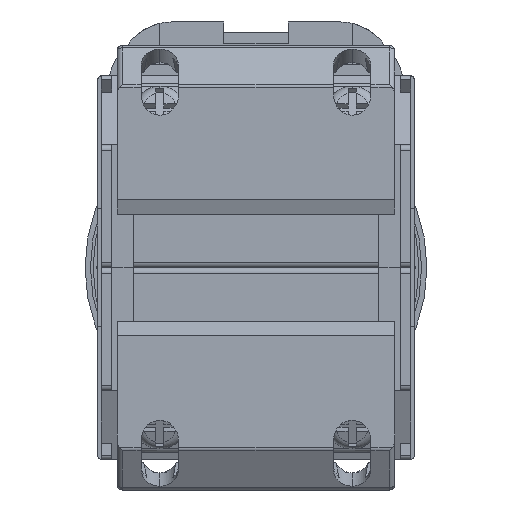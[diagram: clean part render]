
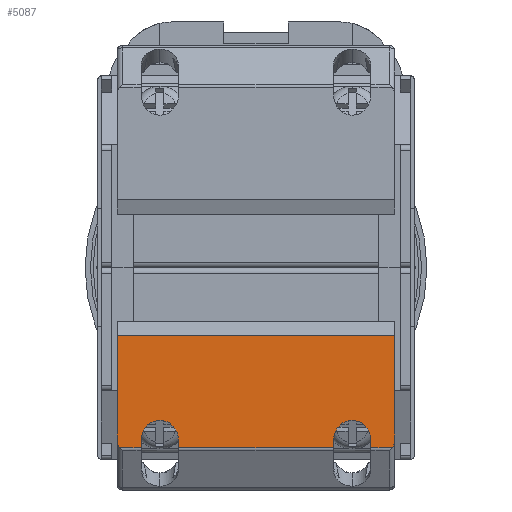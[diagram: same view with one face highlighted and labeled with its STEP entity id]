
A CAD part, front view. The second image highlights one B-rep face of the part: STEP entity #5087.
In plain terms, the highlighted planar face has unit normal (0, -1, 0).
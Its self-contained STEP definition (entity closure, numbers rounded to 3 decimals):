
#178 = DIRECTION ( 'NONE',  ( 0., 0., 1. ) ) ;
#279 = EDGE_CURVE ( 'NONE', #9026, #7433, #9600, .T. ) ;
#328 = CARTESIAN_POINT ( 'NONE',  ( 13., -41.5, -6.374 ) ) ;
#593 = VERTEX_POINT ( 'NONE', #3849 ) ;
#627 = CARTESIAN_POINT ( 'NONE',  ( 7.25, -41.5, -16.86 ) ) ;
#903 = CARTESIAN_POINT ( 'NONE',  ( 13., -41.5, -16.382 ) ) ;
#1003 = VERTEX_POINT ( 'NONE', #13007 ) ;
#1058 = EDGE_CURVE ( 'NONE', #593, #2857, #1933, .T. ) ;
#1200 = ORIENTED_EDGE ( 'NONE', *, *, #15686, .T. ) ;
#1715 = ORIENTED_EDGE ( 'NONE', *, *, #7001, .T. ) ;
#1738 = DIRECTION ( 'NONE',  ( 0., 0., -1. ) ) ;
#1740 = DIRECTION ( 'NONE',  ( 0., 0., -1. ) ) ;
#1779 = ORIENTED_EDGE ( 'NONE', *, *, #4356, .T. ) ;
#1933 =( BOUNDED_CURVE ( )  B_SPLINE_CURVE ( 3, ( #7672, #15862, #2225, #11806 ),
 .UNSPECIFIED., .F., .F. ) 
 B_SPLINE_CURVE_WITH_KNOTS ( ( 4, 4 ),
 ( 3.689, 4.712 ),
 .UNSPECIFIED. ) 
 CURVE ( )  GEOMETRIC_REPRESENTATION_ITEM ( )  RATIONAL_B_SPLINE_CURVE ( ( 1., 0.915, 0.915, 1. ) ) 
 REPRESENTATION_ITEM ( '' )  );
#2000 = DIRECTION ( 'NONE',  ( -1., 0., 0. ) ) ;
#2095 = ORIENTED_EDGE ( 'NONE', *, *, #14900, .T. ) ;
#2225 = CARTESIAN_POINT ( 'NONE',  ( -13., -41.5, -16.382 ) ) ;
#2283 = CARTESIAN_POINT ( 'NONE',  ( 13., -41.5, -16.039 ) ) ;
#2580 = CARTESIAN_POINT ( 'NONE',  ( -10.75, -41.5, -6.374 ) ) ;
#2631 = VERTEX_POINT ( 'NONE', #6473 ) ;
#2674 = DIRECTION ( 'NONE',  ( 0., 0., -1. ) ) ;
#2686 = CARTESIAN_POINT ( 'NONE',  ( 10.75, -41.5, -16.86 ) ) ;
#2736 = VERTEX_POINT ( 'NONE', #6718 ) ;
#2760 = CARTESIAN_POINT ( 'NONE',  ( -7.25, -41.5, -16.185 ) ) ;
#2857 = VERTEX_POINT ( 'NONE', #15237 ) ;
#3015 = CARTESIAN_POINT ( 'NONE',  ( 7.25, -41.5, -16.185 ) ) ;
#3023 = PLANE ( 'NONE',  #8715 ) ;
#3099 = FACE_OUTER_BOUND ( 'NONE', #6359, .T. ) ;
#3849 = CARTESIAN_POINT ( 'NONE',  ( -12.76, -41.5, -16.86 ) ) ;
#3932 = DIRECTION ( 'NONE',  ( 0., 0., 1. ) ) ;
#4070 = EDGE_CURVE ( 'NONE', #13798, #12414, #17182, .T. ) ;
#4356 = EDGE_CURVE ( 'NONE', #4923, #2736, #8708, .T. ) ;
#4395 = CARTESIAN_POINT ( 'NONE',  ( 7.25, -41.5, -12.377 ) ) ;
#4493 = CARTESIAN_POINT ( 'NONE',  ( 13., -41.5, -16.86 ) ) ;
#4768 = VERTEX_POINT ( 'NONE', #10520 ) ;
#4923 = VERTEX_POINT ( 'NONE', #12140 ) ;
#5008 = DIRECTION ( 'NONE',  ( -1., 0., 0. ) ) ;
#5087 = ADVANCED_FACE ( 'NONE', ( #3099 ), #3023, .F. ) ;
#5163 = VECTOR ( 'NONE', #17048, 1000. ) ;
#5582 = LINE ( 'NONE', #15648, #5163 ) ;
#5798 = CARTESIAN_POINT ( 'NONE',  ( 10.75, -41.5, -16.185 ) ) ;
#5960 = CARTESIAN_POINT ( 'NONE',  ( -10.75, -41.5, -16.185 ) ) ;
#6067 = ORIENTED_EDGE ( 'NONE', *, *, #4070, .T. ) ;
#6131 = CARTESIAN_POINT ( 'NONE',  ( -10.75, -41.5, -16.185 ) ) ;
#6359 = EDGE_LOOP ( 'NONE', ( #9544, #1200, #1715, #14766, #17730, #2095, #1779, #7915, #10894, #12934, #11009, #6067, #17529, #11040 ) ) ;
#6473 = CARTESIAN_POINT ( 'NONE',  ( 10.75, -41.5, -16.185 ) ) ;
#6512 = VECTOR ( 'NONE', #11325, 1000. ) ;
#6678 = VERTEX_POINT ( 'NONE', #14215 ) ;
#6718 = CARTESIAN_POINT ( 'NONE',  ( -13., -41.5, -6.374 ) ) ;
#6897 = VECTOR ( 'NONE', #2674, 1000. ) ;
#6908 = CARTESIAN_POINT ( 'NONE',  ( 13., -41.5, -16.039 ) ) ;
#7001 = EDGE_CURVE ( 'NONE', #2631, #12931, #14145, .T. ) ;
#7103 = LINE ( 'NONE', #7463, #7526 ) ;
#7369 = EDGE_CURVE ( 'NONE', #1003, #593, #16356, .T. ) ;
#7433 = VERTEX_POINT ( 'NONE', #16071 ) ;
#7463 = CARTESIAN_POINT ( 'NONE',  ( 13., -41.5, -6.374 ) ) ;
#7526 = VECTOR ( 'NONE', #8781, 1000. ) ;
#7557 = CARTESIAN_POINT ( 'NONE',  ( 13., -41.5, -6.374 ) ) ;
#7672 = CARTESIAN_POINT ( 'NONE',  ( -12.76, -41.5, -16.86 ) ) ;
#7915 = ORIENTED_EDGE ( 'NONE', *, *, #11599, .F. ) ;
#8331 = CARTESIAN_POINT ( 'NONE',  ( 7.25, -41.5, -6.374 ) ) ;
#8513 = VECTOR ( 'NONE', #178, 1000. ) ;
#8670 = LINE ( 'NONE', #17164, #12332 ) ;
#8708 = LINE ( 'NONE', #7557, #15998 ) ;
#8715 = AXIS2_PLACEMENT_3D ( 'NONE', #328, #9915, #1738 ) ;
#8781 = DIRECTION ( 'NONE',  ( 0., 0., 1. ) ) ;
#9026 = VERTEX_POINT ( 'NONE', #6908 ) ;
#9490 = VECTOR ( 'NONE', #5008, 1000. ) ;
#9544 = ORIENTED_EDGE ( 'NONE', *, *, #12463, .T. ) ;
#9552 = LINE ( 'NONE', #15419, #12764 ) ;
#9600 =( BOUNDED_CURVE ( )  B_SPLINE_CURVE ( 3, ( #2283, #903, #15919, #11863 ),
 .UNSPECIFIED., .F., .F. ) 
 B_SPLINE_CURVE_WITH_KNOTS ( ( 4, 4 ),
 ( 4.712, 5.736 ),
 .UNSPECIFIED. ) 
 CURVE ( )  GEOMETRIC_REPRESENTATION_ITEM ( )  RATIONAL_B_SPLINE_CURVE ( ( 1., 0.915, 0.915, 1. ) ) 
 REPRESENTATION_ITEM ( '' )  );
#9915 = DIRECTION ( 'NONE',  ( 0., 1., 0. ) ) ;
#10129 = LINE ( 'NONE', #4493, #6512 ) ;
#10309 = DIRECTION ( 'NONE',  ( -1., 0., 0. ) ) ;
#10520 = CARTESIAN_POINT ( 'NONE',  ( 7.25, -41.5, -16.185 ) ) ;
#10780 = EDGE_CURVE ( 'NONE', #11633, #6678, #8670, .T. ) ;
#10894 = ORIENTED_EDGE ( 'NONE', *, *, #1058, .F. ) ;
#11009 = ORIENTED_EDGE ( 'NONE', *, *, #14600, .T. ) ;
#11040 = ORIENTED_EDGE ( 'NONE', *, *, #10780, .F. ) ;
#11325 = DIRECTION ( 'NONE',  ( -1., 0., 0. ) ) ;
#11599 = EDGE_CURVE ( 'NONE', #2857, #2736, #5582, .T. ) ;
#11633 = VERTEX_POINT ( 'NONE', #627 ) ;
#11806 = CARTESIAN_POINT ( 'NONE',  ( -13., -41.5, -16.039 ) ) ;
#11863 = CARTESIAN_POINT ( 'NONE',  ( 12.76, -41.5, -16.86 ) ) ;
#12140 = CARTESIAN_POINT ( 'NONE',  ( 13., -41.5, -6.374 ) ) ;
#12163 = LINE ( 'NONE', #8331, #8513 ) ;
#12332 = VECTOR ( 'NONE', #10309, 1000. ) ;
#12414 = VERTEX_POINT ( 'NONE', #2760 ) ;
#12463 = EDGE_CURVE ( 'NONE', #11633, #4768, #12163, .T. ) ;
#12764 = VECTOR ( 'NONE', #1740, 1000. ) ;
#12882 = CARTESIAN_POINT ( 'NONE',  ( -7.25, -41.5, -12.377 ) ) ;
#12931 = VERTEX_POINT ( 'NONE', #2686 ) ;
#12934 = ORIENTED_EDGE ( 'NONE', *, *, #7369, .F. ) ;
#12935 = CARTESIAN_POINT ( 'NONE',  ( -10.75, -41.5, -12.377 ) ) ;
#13007 = CARTESIAN_POINT ( 'NONE',  ( -10.75, -41.5, -16.86 ) ) ;
#13150 = EDGE_CURVE ( 'NONE', #12414, #6678, #9552, .T. ) ;
#13798 = VERTEX_POINT ( 'NONE', #5960 ) ;
#13967 = CARTESIAN_POINT ( 'NONE',  ( 10.75, -41.5, -12.377 ) ) ;
#14145 = LINE ( 'NONE', #15007, #6897 ) ;
#14199 = EDGE_CURVE ( 'NONE', #7433, #12931, #10129, .T. ) ;
#14215 = CARTESIAN_POINT ( 'NONE',  ( -7.25, -41.5, -16.86 ) ) ;
#14600 = EDGE_CURVE ( 'NONE', #1003, #13798, #16125, .T. ) ;
#14766 = ORIENTED_EDGE ( 'NONE', *, *, #14199, .F. ) ;
#14900 = EDGE_CURVE ( 'NONE', #9026, #4923, #7103, .T. ) ;
#14955 =( BOUNDED_CURVE ( )  B_SPLINE_CURVE ( 3, ( #3015, #4395, #13967, #5798 ),
 .UNSPECIFIED., .F., .F. ) 
 B_SPLINE_CURVE_WITH_KNOTS ( ( 4, 4 ),
 ( 4.712, 7.854 ),
 .UNSPECIFIED. ) 
 CURVE ( )  GEOMETRIC_REPRESENTATION_ITEM ( )  RATIONAL_B_SPLINE_CURVE ( ( 1., 0.333, 0.333, 1. ) ) 
 REPRESENTATION_ITEM ( '' )  );
#15007 = CARTESIAN_POINT ( 'NONE',  ( 10.75, -41.5, -6.374 ) ) ;
#15237 = CARTESIAN_POINT ( 'NONE',  ( -13., -41.5, -16.039 ) ) ;
#15419 = CARTESIAN_POINT ( 'NONE',  ( -7.25, -41.5, -6.374 ) ) ;
#15648 = CARTESIAN_POINT ( 'NONE',  ( -13., -41.5, -6.374 ) ) ;
#15673 = VECTOR ( 'NONE', #3932, 1000. ) ;
#15685 = CARTESIAN_POINT ( 'NONE',  ( -7.25, -41.5, -16.185 ) ) ;
#15686 = EDGE_CURVE ( 'NONE', #4768, #2631, #14955, .T. ) ;
#15862 = CARTESIAN_POINT ( 'NONE',  ( -12.913, -41.5, -16.681 ) ) ;
#15919 = CARTESIAN_POINT ( 'NONE',  ( 12.913, -41.5, -16.681 ) ) ;
#15998 = VECTOR ( 'NONE', #2000, 1000. ) ;
#16071 = CARTESIAN_POINT ( 'NONE',  ( 12.76, -41.5, -16.86 ) ) ;
#16125 = LINE ( 'NONE', #2580, #15673 ) ;
#16356 = LINE ( 'NONE', #17348, #9490 ) ;
#17048 = DIRECTION ( 'NONE',  ( 0., 0., 1. ) ) ;
#17164 = CARTESIAN_POINT ( 'NONE',  ( 13., -41.5, -16.86 ) ) ;
#17182 =( BOUNDED_CURVE ( )  B_SPLINE_CURVE ( 3, ( #6131, #12935, #12882, #15685 ),
 .UNSPECIFIED., .F., .F. ) 
 B_SPLINE_CURVE_WITH_KNOTS ( ( 4, 4 ),
 ( 4.712, 7.854 ),
 .UNSPECIFIED. ) 
 CURVE ( )  GEOMETRIC_REPRESENTATION_ITEM ( )  RATIONAL_B_SPLINE_CURVE ( ( 1., 0.333, 0.333, 1. ) ) 
 REPRESENTATION_ITEM ( '' )  );
#17348 = CARTESIAN_POINT ( 'NONE',  ( 13., -41.5, -16.86 ) ) ;
#17529 = ORIENTED_EDGE ( 'NONE', *, *, #13150, .T. ) ;
#17730 = ORIENTED_EDGE ( 'NONE', *, *, #279, .F. ) ;
